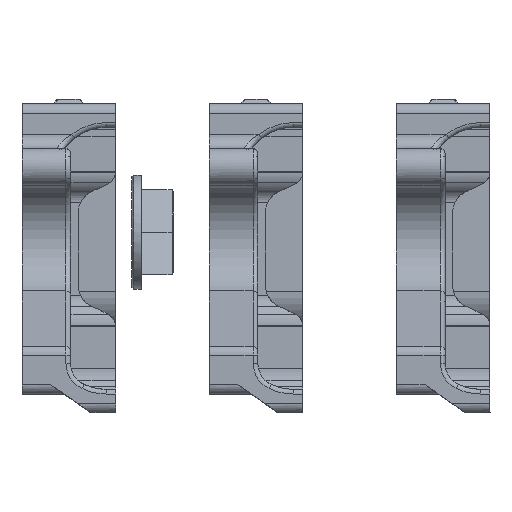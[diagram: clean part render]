
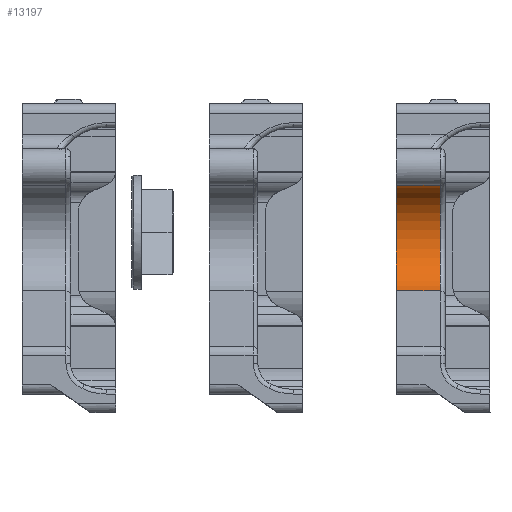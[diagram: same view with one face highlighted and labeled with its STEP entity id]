
A CAD part, left-side view. The second image highlights one B-rep face of the part: STEP entity #13197.
In plain terms, the highlighted cylindrical face has radius 12 mm (diameter 24 mm), a partial arc.
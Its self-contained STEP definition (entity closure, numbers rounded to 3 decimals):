
#574=CYLINDRICAL_SURFACE('',#14196,12.);
#919=FACE_OUTER_BOUND('',#1712,.T.);
#1712=EDGE_LOOP('',(#9016,#9017,#9018,#9019));
#2531=CIRCLE('',#14092,12.);
#2570=CIRCLE('',#14154,12.);
#3211=LINE('',#20251,#4360);
#3221=LINE('',#20304,#4370);
#4360=VECTOR('',#15887,10.);
#4370=VECTOR('',#15927,10.);
#5474=VERTEX_POINT('',#19891);
#5475=VERTEX_POINT('',#19893);
#5530=VERTEX_POINT('',#20161);
#5531=VERTEX_POINT('',#20165);
#6754=EDGE_CURVE('',#5474,#5475,#2531,.T.);
#6835=EDGE_CURVE('',#5531,#5530,#2570,.T.);
#6861=EDGE_CURVE('',#5530,#5474,#3211,.T.);
#6877=EDGE_CURVE('',#5531,#5475,#3221,.T.);
#9016=ORIENTED_EDGE('',*,*,#6861,.F.);
#9017=ORIENTED_EDGE('',*,*,#6835,.F.);
#9018=ORIENTED_EDGE('',*,*,#6877,.T.);
#9019=ORIENTED_EDGE('',*,*,#6754,.F.);
#13197=ADVANCED_FACE('',(#919),#574,.F.);
#14092=AXIS2_PLACEMENT_3D('',#19894,#15663,#15664);
#14154=AXIS2_PLACEMENT_3D('',#20167,#15820,#15821);
#14196=AXIS2_PLACEMENT_3D('',#20303,#15925,#15926);
#15663=DIRECTION('center_axis',(0.,0.,
1.));
#15664=DIRECTION('ref_axis',(1.,0.,0.));
#15820=DIRECTION('center_axis',(0.,0.,
-1.));
#15821=DIRECTION('ref_axis',(0.996,0.084,0.));
#15887=DIRECTION('',(0.,0.,-1.));
#15925=DIRECTION('center_axis',(0.,0.,
-1.));
#15926=DIRECTION('ref_axis',(1.,0.,0.));
#15927=DIRECTION('',(0.,0.,-1.));
#19891=CARTESIAN_POINT('',(-22.537,-8.948,0.));
#19893=CARTESIAN_POINT('',(-24.45,13.619,0.));
#19894=CARTESIAN_POINT('Origin',(-27.45,2.,0.));
#20161=CARTESIAN_POINT('',(-22.537,-8.948,9.399));
#20165=CARTESIAN_POINT('',(-24.45,13.619,9.399));
#20167=CARTESIAN_POINT('Origin',(-27.45,2.,9.399));
#20251=CARTESIAN_POINT('',(-22.537,-8.948,0.5));
#20303=CARTESIAN_POINT('Origin',(-27.45,2.,10.399));
#20304=CARTESIAN_POINT('',(-24.45,13.619,0.5));
